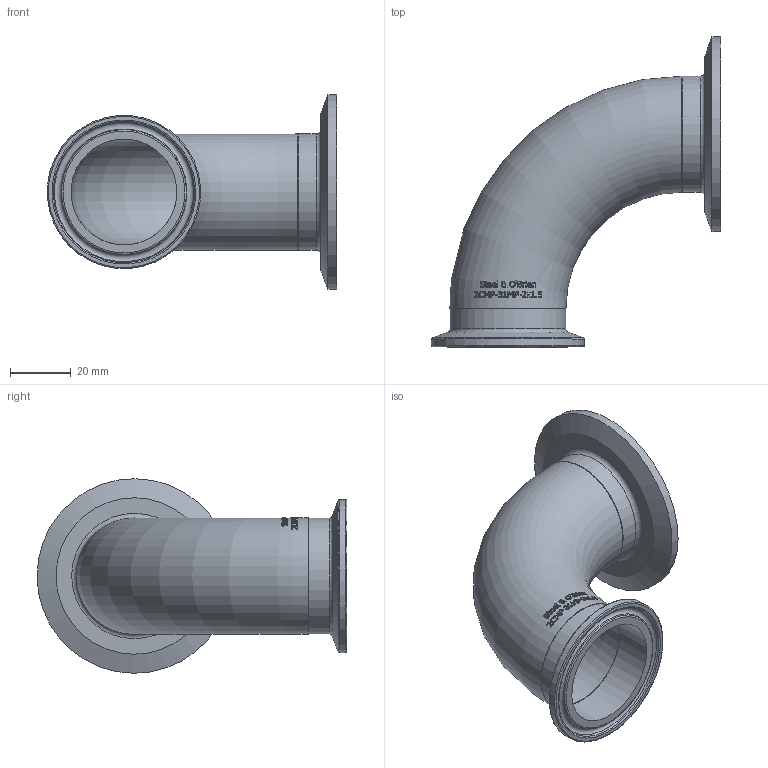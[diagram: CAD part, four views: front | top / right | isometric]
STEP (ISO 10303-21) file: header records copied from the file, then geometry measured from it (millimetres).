
FILE_DESCRIPTION(/* description */ (''),/* implementation_level */ '2;1');
FILE_NAME(/* name */ '2CMP-31MP-2X1.5.stp',/* time_stamp */ '2022-02-22T17:22:10-05:00',/* author */ ('rick'),/* organization */ (''),/* preprocessor_version */ 'ST-DEVELOPER v18.1',/* originating_system */ 'Autodesk Inventor 2020',/* authorisation */ '');
FILE_SCHEMA (('AUTOMOTIVE_DESIGN { 1 0 10303 214 3 1 1 }'));
Length unit declared in the file: inch
Products named in the file (1): 2CMP-31MP-2X1.5
Bounding box: 94.99 x 101.8 x 63.9 mm (x, y, z)
Volume: 33404.5 mm3; surface area: 32986.6 mm2
Topology: 1 solids, 1 shells, 480 faces, 1332 edges, 900 vertices
Faces by surface type: bspline 207, plane 206, torus 55, cylinder 6, cone 6
Full cylindrical faces by diameter (mm): 34.798 x2, 38.1 x2, 50.394 x1, 63.906 x1
Entity records: 20067 total; most frequent: CARTESIAN_POINT 9735, ORIENTED_EDGE 2664, EDGE_CURVE 1332, DIRECTION 1180, VERTEX_POINT 900, B_SPLINE_CURVE_WITH_KNOTS 808, EDGE_LOOP 528, FACE_OUTER_BOUND 480
